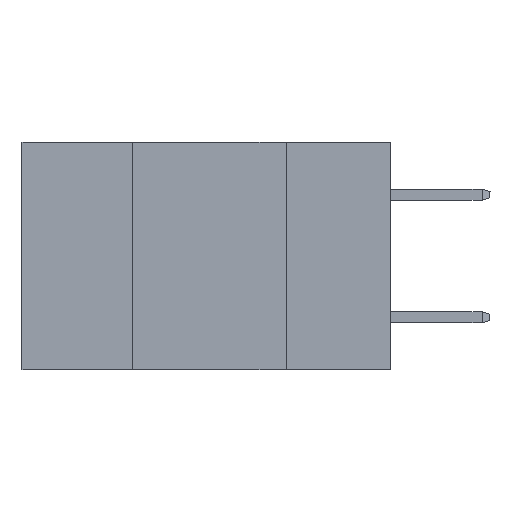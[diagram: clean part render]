
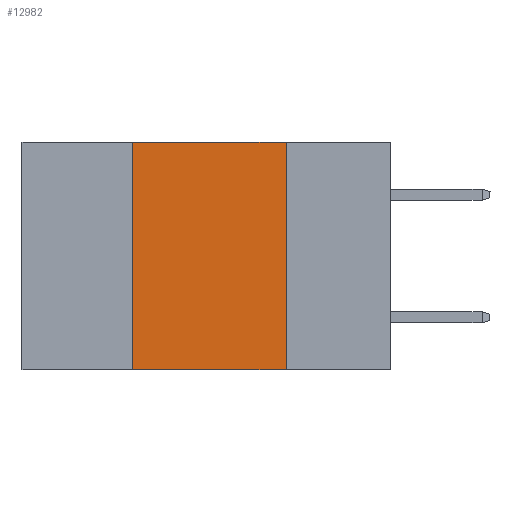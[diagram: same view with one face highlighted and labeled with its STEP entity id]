
A CAD part, left-side view. The second image highlights one B-rep face of the part: STEP entity #12982.
In plain terms, the highlighted planar face has unit normal (-1, 0, 0).
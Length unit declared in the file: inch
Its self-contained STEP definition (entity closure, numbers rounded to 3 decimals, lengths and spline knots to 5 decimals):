
#220 = DIRECTION ( 'NONE',  ( 0., -1., 0. ) ) ;
#826 = LINE ( 'NONE', #4673, #12786 ) ;
#989 = VERTEX_POINT ( 'NONE', #1361 ) ;
#1110 = FACE_OUTER_BOUND ( 'NONE', #11219, .T. ) ;
#1361 = CARTESIAN_POINT ( 'NONE',  ( 0., 0.17, -0.37 ) ) ;
#1623 = ORIENTED_EDGE ( 'NONE', *, *, #9195, .F. ) ;
#1624 = CARTESIAN_POINT ( 'NONE',  ( 0., 0.17, 0. ) ) ;
#2098 = CARTESIAN_POINT ( 'NONE',  ( 0., 0.17, 0. ) ) ;
#2258 = DIRECTION ( 'NONE',  ( 0., 0., -1. ) ) ;
#3120 = LINE ( 'NONE', #2098, #14562 ) ;
#4485 = CARTESIAN_POINT ( 'NONE',  ( 0., 0.42, -0.37 ) ) ;
#4673 = CARTESIAN_POINT ( 'NONE',  ( 0., 0.42, 0. ) ) ;
#5052 = CARTESIAN_POINT ( 'NONE',  ( 0., 0.6, 0. ) ) ;
#5448 = VERTEX_POINT ( 'NONE', #4485 ) ;
#5571 = CARTESIAN_POINT ( 'NONE',  ( 0., 0.6, 0. ) ) ;
#6163 = DIRECTION ( 'NONE',  ( 1., 0., 0. ) ) ;
#6329 = EDGE_CURVE ( 'NONE', #11750, #989, #3120, .T. ) ;
#6413 = ORIENTED_EDGE ( 'NONE', *, *, #6329, .F. ) ;
#6931 = VECTOR ( 'NONE', #10213, 39.37008 ) ;
#7173 = VECTOR ( 'NONE', #220, 39.37008 ) ;
#8370 = CARTESIAN_POINT ( 'NONE',  ( 0., 0.6, -0.37 ) ) ;
#9195 = EDGE_CURVE ( 'NONE', #5448, #11382, #826, .T. ) ;
#9694 = AXIS2_PLACEMENT_3D ( 'NONE', #5052, #6163, #14150 ) ;
#9916 = LINE ( 'NONE', #8370, #7173 ) ;
#10183 = EDGE_CURVE ( 'NONE', #5448, #989, #9916, .T. ) ;
#10201 = ORIENTED_EDGE ( 'NONE', *, *, #12001, .F. ) ;
#10213 = DIRECTION ( 'NONE',  ( 0., -1., 0. ) ) ;
#10331 = CARTESIAN_POINT ( 'NONE',  ( 0., 0.42, 0. ) ) ;
#11219 = EDGE_LOOP ( 'NONE', ( #6413, #10201, #1623, #11447 ) ) ;
#11382 = VERTEX_POINT ( 'NONE', #10331 ) ;
#11447 = ORIENTED_EDGE ( 'NONE', *, *, #10183, .T. ) ;
#11750 = VERTEX_POINT ( 'NONE', #1624 ) ;
#11882 = PLANE ( 'NONE',  #9694 ) ;
#12001 = EDGE_CURVE ( 'NONE', #11382, #11750, #13082, .T. ) ;
#12786 = VECTOR ( 'NONE', #14956, 39.37008 ) ;
#12982 = ADVANCED_FACE ( 'NONE', ( #1110 ), #11882, .F. ) ;
#13082 = LINE ( 'NONE', #5571, #6931 ) ;
#14150 = DIRECTION ( 'NONE',  ( 0., 0., -1. ) ) ;
#14562 = VECTOR ( 'NONE', #2258, 39.37008 ) ;
#14956 = DIRECTION ( 'NONE',  ( 0., 0., 1. ) ) ;
